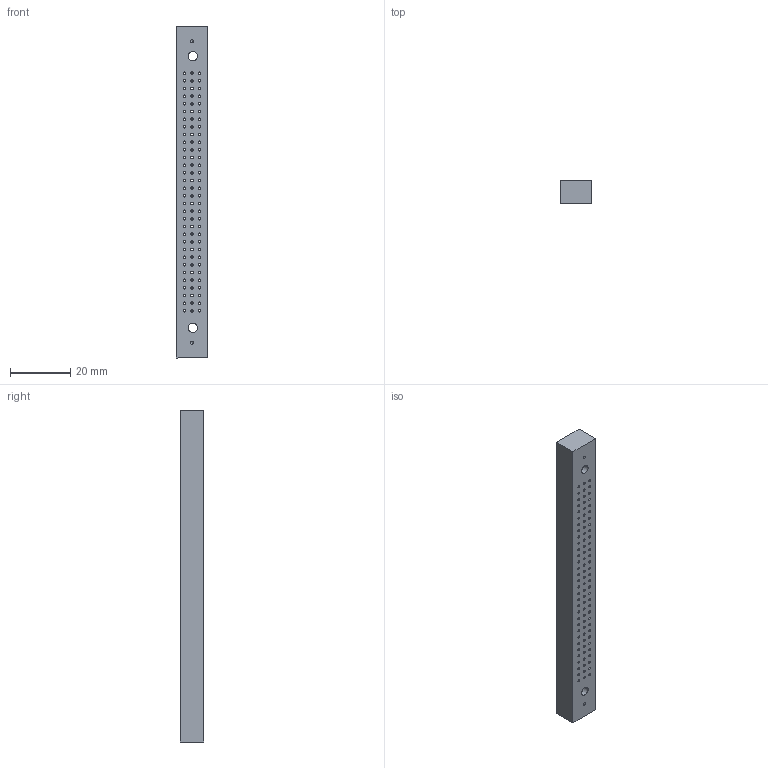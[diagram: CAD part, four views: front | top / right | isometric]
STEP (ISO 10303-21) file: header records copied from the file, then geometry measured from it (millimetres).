
FILE_DESCRIPTION (( 'STEP AP214' ), '1' );
FILE_NAME ('DIN41612-MiniSCT-Spacer.STEP', '2019-02-26T08:12:55', ( '' ), ( '' ), 'SwSTEP 2.0', 'SolidWorks 2018', '' );
FILE_SCHEMA (( 'AUTOMOTIVE_DESIGN' ));
Length unit declared in the file: millimetre
Products named in the file (2): Spacer; DIN41612-MiniSCT-Spacer
Assembly tree (1 placements, depth 2):
  DIN41612-MiniSCT-Spacer
    Spacer
Bounding box: 10.6 x 7.7 x 110 mm (x, y, z)
Volume: 8491.3 mm3; surface area: 6092.8 mm2
Topology: 1 solids, 1 shells, 210 faces, 620 edges, 410 vertices
Faces by surface type: cylinder 200, plane 6, cone 4
Entity records: 7682 total; most frequent: DIRECTION 1444, CARTESIAN_POINT 1240, ORIENTED_EDGE 1232, EDGE_CURVE 616, AXIS2_PLACEMENT_3D 614, VERTEX_POINT 410, EDGE_LOOP 408, CIRCLE 400
